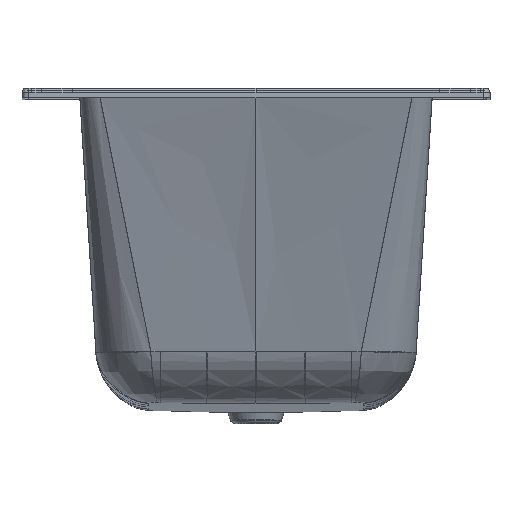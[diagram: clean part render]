
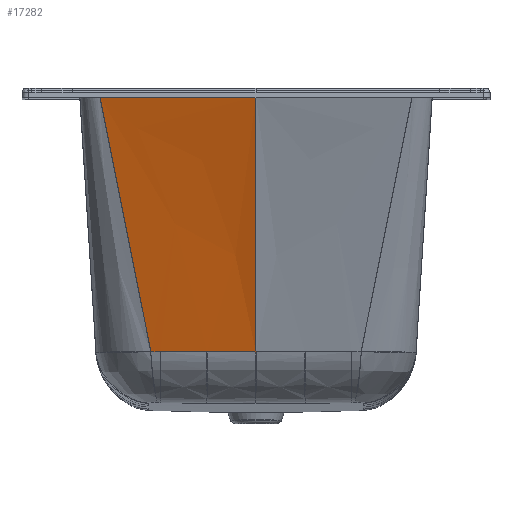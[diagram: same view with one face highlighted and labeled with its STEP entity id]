
A CAD part, top view. The second image highlights one B-rep face of the part: STEP entity #17282.
In plain terms, the highlighted free-form (B-spline) face has degree [3, 3] with [5, 5] control points.
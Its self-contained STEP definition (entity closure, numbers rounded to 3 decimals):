
#3625=CARTESIAN_POINT('',(-233.709,-12.696,
761.629));
#3657=CARTESIAN_POINT('',(-143.112,-394.405,
632.889));
#3658=CARTESIAN_POINT('',(-147.854,-394.407,
632.953));
#3659=CARTESIAN_POINT('',(-152.597,-394.394,
633.012));
#3660=CARTESIAN_POINT('',(-157.336,-394.411,
633.051));
#3669=CARTESIAN_POINT('',(-157.336,-394.411,
633.051));
#3670=CARTESIAN_POINT('',(-170.012,-330.911,
654.44));
#3671=CARTESIAN_POINT('',(-195.417,-203.665,
697.301));
#3672=CARTESIAN_POINT('',(-220.89,-76.428,
740.161));
#3673=CARTESIAN_POINT('',(-233.709,-12.696,
761.629));
#3675=CARTESIAN_POINT('',(-233.709,-12.696,
761.629));
#3676=CARTESIAN_POINT('',(-231.847,-12.693,
761.626));
#3677=CARTESIAN_POINT('',(-228.001,-12.688,
761.619));
#3678=CARTESIAN_POINT('',(-221.702,-12.676,
761.608));
#3679=CARTESIAN_POINT('',(-214.405,-12.663,
761.593));
#3680=CARTESIAN_POINT('',(-206.058,-12.647,
761.577));
#3681=CARTESIAN_POINT('',(-196.268,-12.63,
761.56));
#3682=CARTESIAN_POINT('',(-184.761,-12.611,
761.542));
#3683=CARTESIAN_POINT('',(-170.7,-12.591,
761.522));
#3684=CARTESIAN_POINT('',(-155.245,-12.572,
761.503));
#3685=CARTESIAN_POINT('',(-141.26,-12.557,
761.489));
#3686=CARTESIAN_POINT('',(-128.698,-12.545,
761.477));
#3687=CARTESIAN_POINT('',(-116.695,-12.535,
761.467));
#3688=CARTESIAN_POINT('',(-104.728,-12.526,
761.459));
#3689=CARTESIAN_POINT('',(-92.754,-12.518,
761.451));
#3690=CARTESIAN_POINT('',(-80.729,-12.511,
761.445));
#3691=CARTESIAN_POINT('',(-68.164,-12.505,
761.439));
#3692=CARTESIAN_POINT('',(-54.329,-12.499,
761.434));
#3693=CARTESIAN_POINT('',(-38.54,-12.494,
761.429));
#3694=CARTESIAN_POINT('',(-20.833,-12.491,
761.426));
#3695=CARTESIAN_POINT('',(-7.242,-12.49,
761.425));
#3696=CARTESIAN_POINT('',(0.,-12.49,
761.425));
#3698=CARTESIAN_POINT('',(0.,-394.416,
629.923));
#3699=CARTESIAN_POINT('',(0.,-330.079,649.785));
#3700=CARTESIAN_POINT('',(0.,-202.043,
691.578));
#3701=CARTESIAN_POINT('',(0.,-75.417,
737.468));
#3702=CARTESIAN_POINT('',(0.,-12.49,
761.425));
#4587=CARTESIAN_POINT('',(-73.191,-394.394,
631.234));
#4588=CARTESIAN_POINT('',(-84.835,-394.391,
631.564));
#4589=CARTESIAN_POINT('',(-108.122,-394.397,
632.271));
#4590=CARTESIAN_POINT('',(-131.455,-394.402,
632.731));
#4591=CARTESIAN_POINT('',(-143.112,-394.405,
632.889));
#4606=CARTESIAN_POINT('',(0.,-394.416,
629.923));
#4607=CARTESIAN_POINT('',(-12.184,-394.416,
629.923));
#4608=CARTESIAN_POINT('',(-36.584,-394.405,
630.25));
#4609=CARTESIAN_POINT('',(-60.979,-394.396,
630.888));
#4610=CARTESIAN_POINT('',(-73.191,-394.394,
631.234));
#4612=CARTESIAN_POINT('',(0.,-394.416,
629.923));
#5056=VERTEX_POINT('',#3625);
#5073=VERTEX_POINT('',#4587);
#5074=VERTEX_POINT('',#4591);
#5075=VERTEX_POINT('',#3660);
#5125=VERTEX_POINT('',#4612);
#5131=VERTEX_POINT('',#3702);
#17244=CARTESIAN_POINT('',(4.033,-8.714,
762.864));
#17245=CARTESIAN_POINT('',(-69.291,-8.715,
762.862));
#17246=CARTESIAN_POINT('',(-187.032,-8.661,
762.932));
#17247=CARTESIAN_POINT('',(-221.116,-8.607,
762.997));
#17248=CARTESIAN_POINT('',(-235.71,-8.597,
763.01));
#17249=CARTESIAN_POINT('',(3.59,-72.885,
738.387));
#17250=CARTESIAN_POINT('',(-61.655,-72.878,
738.363));
#17251=CARTESIAN_POINT('',(-168.83,-73.244,
739.626));
#17252=CARTESIAN_POINT('',(-204.889,-73.612,
740.853));
#17253=CARTESIAN_POINT('',(-222.881,-73.703,
741.102));
#17254=CARTESIAN_POINT('',(2.706,-202.029,
691.538));
#17255=CARTESIAN_POINT('',(-46.435,-202.013,
691.488));
#17256=CARTESIAN_POINT('',(-132.472,-202.841,
694.151));
#17257=CARTESIAN_POINT('',(-172.636,-203.729,
696.732));
#17258=CARTESIAN_POINT('',(-197.348,-203.931,
697.261));
#17259=CARTESIAN_POINT('',(1.821,-332.64,
648.95));
#17260=CARTESIAN_POINT('',(-31.173,-332.628,
648.912));
#17261=CARTESIAN_POINT('',(-96.263,-333.271,
650.979));
#17262=CARTESIAN_POINT('',(-140.511,-334.,
652.976));
#17263=CARTESIAN_POINT('',(-171.862,-334.156,
653.385));
#17264=CARTESIAN_POINT('',(1.379,-398.277,
628.733));
#17265=CARTESIAN_POINT('',(-23.558,-398.269,
628.71));
#17266=CARTESIAN_POINT('',(-78.237,-398.689,
629.973));
#17267=CARTESIAN_POINT('',(-124.463,-399.166,
631.189));
#17268=CARTESIAN_POINT('',(-159.125,-399.267,
631.439));
#17269=B_SPLINE_SURFACE_WITH_KNOTS('',3,3,((#17244,#17245,#17246,#17247,#17248),
(#17249,#17250,#17251,#17252,#17253),(#17254,#17255,#17256,#17257,#17258),(
#17259,#17260,#17261,#17262,#17263),(#17264,#17265,#17266,#17267,#17268)),
.UNSPECIFIED.,.F.,.F.,.F.,(4,1,4),(4,1,4),(0.005,0.416,
0.827),(-0.002,0.102,0.208),
.UNSPECIFIED.);
#17271=ORIENTED_EDGE('',*,*,#17270,.F.);
#17273=ORIENTED_EDGE('',*,*,#17272,.T.);
#17275=ORIENTED_EDGE('',*,*,#17274,.T.);
#17276=ORIENTED_EDGE('',*,*,#17234,.T.);
#17277=ORIENTED_EDGE('',*,*,#17031,.T.);
#17279=ORIENTED_EDGE('',*,*,#17278,.T.);
#17280=EDGE_LOOP('',(#17271,#17273,#17275,#17276,#17277,#17279));
#17281=FACE_OUTER_BOUND('',#17280,.F.);
#17282=ADVANCED_FACE('',(#17281),#17269,.F.);
#3661=B_SPLINE_CURVE_WITH_KNOTS('',3,(#3657,#3658,#3659,#3660),.UNSPECIFIED.,
.F.,.F.,(4,4),(0.,1.),.UNSPECIFIED.);
#3674=B_SPLINE_CURVE_WITH_KNOTS('',3,(#3669,#3670,#3671,#3672,#3673),
.UNSPECIFIED.,.F.,.F.,(4,1,4),(0.,0.499,1.),.UNSPECIFIED.);
#3697=B_SPLINE_CURVE_WITH_KNOTS('',3,(#3675,#3676,#3677,#3678,#3679,#3680,#3681,
#3682,#3683,#3684,#3685,#3686,#3687,#3688,#3689,#3690,#3691,#3692,#3693,#3694,
#3695,#3696),.UNSPECIFIED.,.F.,.F.,(4,1,1,1,1,1,1,1,1,1,1,1,1,1,1,1,1,1,1,4),(
0.,0.053,0.105,0.158,0.211,
0.263,0.316,0.368,0.421,
0.474,0.526,0.579,0.632,
0.684,0.737,0.789,0.842,
0.895,0.947,1.),.UNSPECIFIED.);
#3703=B_SPLINE_CURVE_WITH_KNOTS('',3,(#3698,#3699,#3700,#3701,#3702),
.UNSPECIFIED.,.F.,.F.,(4,1,4),(0.,0.5,1.),.UNSPECIFIED.);
#4592=B_SPLINE_CURVE_WITH_KNOTS('',3,(#4587,#4588,#4589,#4590,#4591),
.UNSPECIFIED.,.F.,.F.,(4,1,4),(0.,0.5,1.),.UNSPECIFIED.);
#4611=B_SPLINE_CURVE_WITH_KNOTS('',3,(#4606,#4607,#4608,#4609,#4610),
.UNSPECIFIED.,.F.,.F.,(4,1,4),(0.,0.5,1.),.UNSPECIFIED.);
#17031=EDGE_CURVE('',#5075,#5056,#3674,.T.);
#17234=EDGE_CURVE('',#5074,#5075,#3661,.T.);
#17270=EDGE_CURVE('',#5125,#5131,#3703,.T.);
#17272=EDGE_CURVE('',#5125,#5073,#4611,.T.);
#17274=EDGE_CURVE('',#5073,#5074,#4592,.T.);
#17278=EDGE_CURVE('',#5056,#5131,#3697,.T.);
